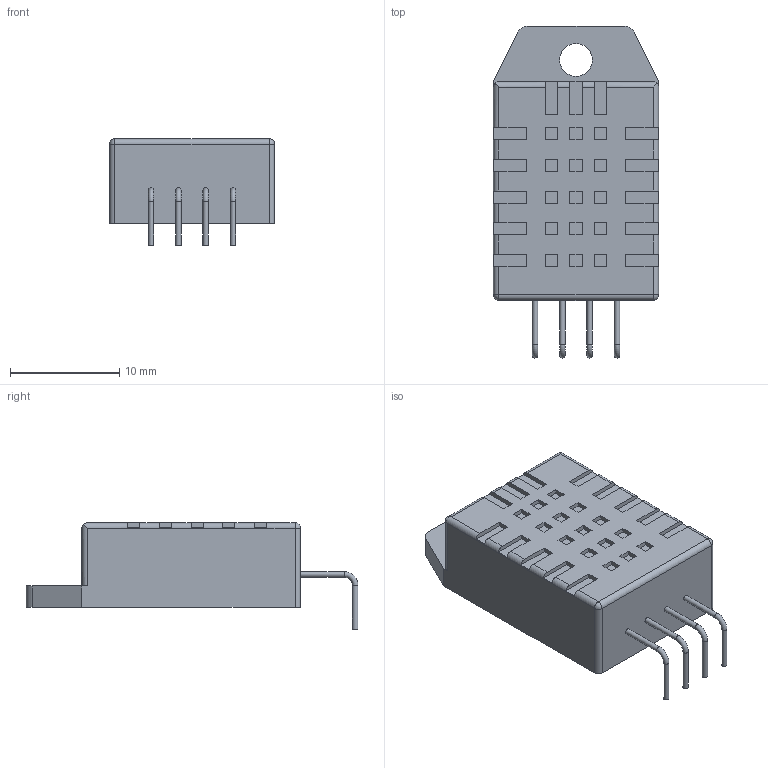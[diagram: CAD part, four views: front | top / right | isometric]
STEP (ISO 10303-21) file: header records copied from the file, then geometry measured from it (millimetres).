
FILE_DESCRIPTION(/* description */ (''),/* implementation_level */ '2;1');
FILE_NAME(/* name */ 'DHT22.stp',/* time_stamp */ '2016-03-03T11:02:24+02:00',/* author */ ('Oleg'),/* organization */ (''),/* preprocessor_version */ 'ST-DEVELOPER v15.2',/* originating_system */ 'Autodesk Inventor 2014',/* authorisation */ '');
FILE_SCHEMA (('AUTOMOTIVE_DESIGN { 1 0 10303 214 3 1 1 }'));
Length unit declared in the file: millimetre
Products named in the file (1): ОСНОВАНИЕ_DHT22
Bounding box: 15.1 x 30.35 x 9.72 mm (x, y, z)
Volume: 2423 mm3; surface area: 1389.1 mm2
Topology: 1 solids, 1 shells, 166 faces, 421 edges, 276 vertices
Faces by surface type: plane 141, cylinder 19, torus 4, sphere 2
Full cylindrical faces by diameter (mm): 0.5 x8, 3 x1
Entity records: 5085 total; most frequent: CARTESIAN_POINT 851, ORIENTED_EDGE 816, DIRECTION 806, EDGE_CURVE 408, LINE 344, VECTOR 344, VERTEX_POINT 276, AXIS2_PLACEMENT_3D 231
